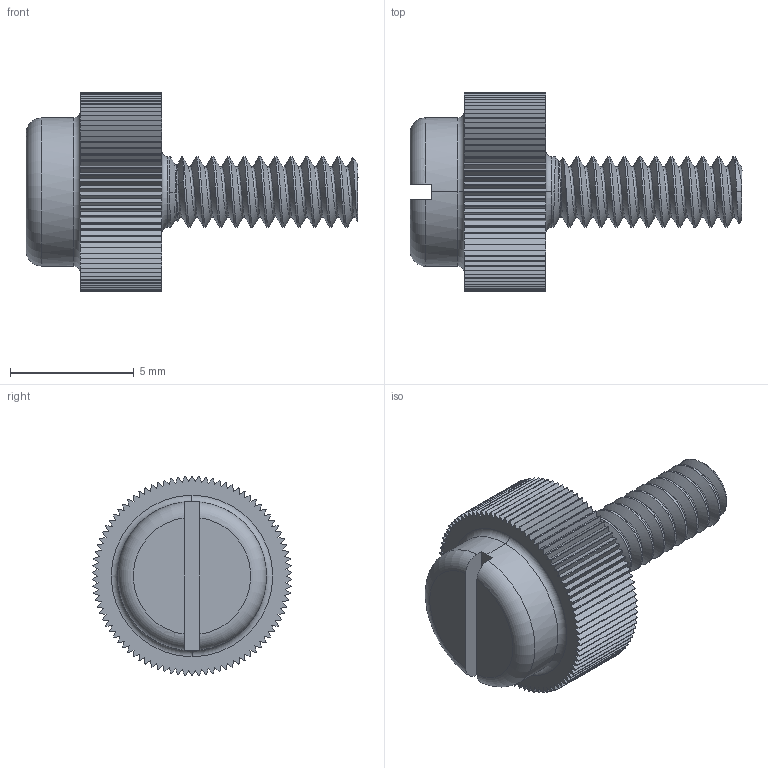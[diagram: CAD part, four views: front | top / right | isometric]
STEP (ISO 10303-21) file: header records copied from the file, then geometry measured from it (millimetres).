
FILE_DESCRIPTION (( 'STEP AP203' ), '1' );
FILE_NAME ('B000OCV0WQ.3D.STEP', '2013-07-29T12:00:48', ( '' ), ( '' ), 'SwSTEP 2.0', 'SolidWorks 2012', '' );
FILE_SCHEMA (( 'CONFIG_CONTROL_DESIGN' ));
Length unit declared in the file: inch
Products named in the file (1): B000OCV0WQ.3D
Bounding box: 13.42 x 8.05 x 8.05 mm (x, y, z)
Volume: 255.1 mm3; surface area: 398.3 mm2
Topology: 1 solids, 1 shells, 326 faces, 958 edges, 636 vertices
Faces by surface type: plane 188, cylinder 118, torus 10, cone 7, bspline 3
Entity records: 12770 total; most frequent: CARTESIAN_POINT 3993, ORIENTED_EDGE 1916, DIRECTION 1755, EDGE_CURVE 958, LINE 671, VECTOR 671, VERTEX_POINT 636, AXIS2_PLACEMENT_3D 542
